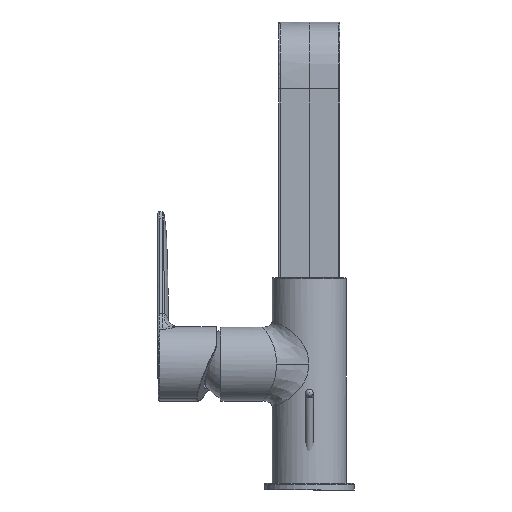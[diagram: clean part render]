
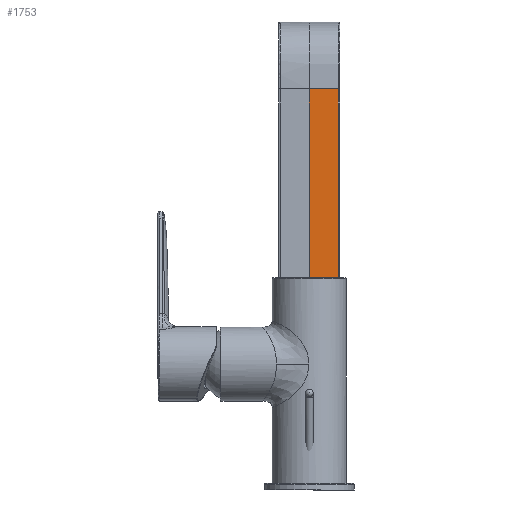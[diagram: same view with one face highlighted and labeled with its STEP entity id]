
A CAD part, left-side view. The second image highlights one B-rep face of the part: STEP entity #1753.
In plain terms, the highlighted planar face has unit normal (-1, 0, 0).
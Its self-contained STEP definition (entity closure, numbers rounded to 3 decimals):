
#51=LINE('',#7148,#70);
#52=LINE('',#7151,#71);
#70=VECTOR('',#2475,1000.);
#71=VECTOR('',#2476,1000.);
#153=PLANE('',#2300);
#262=B_SPLINE_CURVE_WITH_KNOTS('',3,(#7153,#7154,#7155,#7156),
 .UNSPECIFIED.,.F.,.F.,(4,4),(0.,1.),
 .UNSPECIFIED.);
#263=B_SPLINE_CURVE_WITH_KNOTS('',3,(#7158,#7159,#7160,#7161),
 .UNSPECIFIED.,.F.,.F.,(4,4),(0.,1.),.UNSPECIFIED.);
#663=ORIENTED_EDGE('',*,*,#1058,.T.);
#664=ORIENTED_EDGE('',*,*,#1059,.T.);
#665=ORIENTED_EDGE('',*,*,#1060,.F.);
#666=ORIENTED_EDGE('',*,*,#1061,.T.);
#1058=EDGE_CURVE('',#1290,#1291,#51,.T.);
#1059=EDGE_CURVE('',#1291,#1292,#52,.T.);
#1060=EDGE_CURVE('',#1293,#1292,#262,.F.);
#1061=EDGE_CURVE('',#1293,#1290,#263,.T.);
#1290=VERTEX_POINT('',#7149);
#1291=VERTEX_POINT('',#7150);
#1292=VERTEX_POINT('',#7152);
#1293=VERTEX_POINT('',#7157);
#1487=EDGE_LOOP('',(#663,#664,#665,#666));
#1626=FACE_BOUND('',#1487,.T.);
#1753=ADVANCED_FACE('',(#1626),#153,.T.);
#2300=AXIS2_PLACEMENT_3D('',#7147,#2473,#2474);
#2473=DIRECTION('',(-1.,0.,0.));
#2474=DIRECTION('',(0.,0.,-1.));
#2475=DIRECTION('',(0.,0.,-1.));
#2476=DIRECTION('',(0.,-1.,0.));
#7147=CARTESIAN_POINT('',(-114.142,-110.142,215.647));
#7148=CARTESIAN_POINT('',(-114.142,-110.142,216.661));
#7149=CARTESIAN_POINT('',(-114.143,-110.142,215.647));
#7150=CARTESIAN_POINT('',(-114.142,-110.142,114.2));
#7151=CARTESIAN_POINT('',(-114.142,-110.142,114.2));
#7152=CARTESIAN_POINT('',(-114.143,-125.784,114.2));
#7153=CARTESIAN_POINT('',(-114.143,-125.784,114.2));
#7154=CARTESIAN_POINT('',(-114.143,-125.784,148.016));
#7155=CARTESIAN_POINT('',(-114.143,-125.784,181.831));
#7156=CARTESIAN_POINT('',(-114.143,-125.784,215.647));
#7157=CARTESIAN_POINT('',(-114.143,-125.784,215.647));
#7158=CARTESIAN_POINT('',(-114.143,-125.784,215.647));
#7159=CARTESIAN_POINT('',(-114.143,-120.57,215.647));
#7160=CARTESIAN_POINT('',(-114.143,-115.356,215.647));
#7161=CARTESIAN_POINT('',(-114.142,-110.142,215.647));
